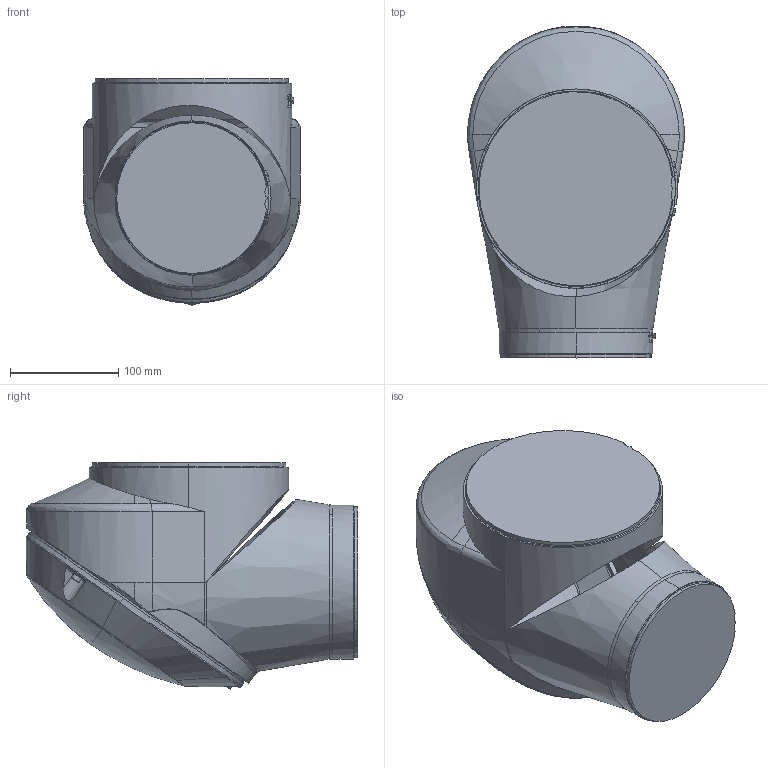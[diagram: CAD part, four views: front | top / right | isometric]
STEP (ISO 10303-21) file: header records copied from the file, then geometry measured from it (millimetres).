
FILE_DESCRIPTION (( 'STEP AP203' ), '1' );
FILE_NAME ('Codo_Predeterminado_sldprt.STEP', '2017-12-03T21:13:31', ( '' ), ( '' ), 'SwSTEP 2.0', 'SolidWorks 2017', '' );
FILE_SCHEMA (( 'CONFIG_CONTROL_DESIGN' ));
Length unit declared in the file: millimetre
Products named in the file (1): Codo_Predeterminado_sldprt
Bounding box: 200 x 306.23 x 208.78 mm (x, y, z)
Volume: 7491777.6 mm3; surface area: 217378.3 mm2
Topology: 1 solids, 1 shells, 288 faces, 742 edges, 470 vertices
Faces by surface type: plane 126, bspline 79, cylinder 59, torus 13, cone 11
Entity records: 19183 total; most frequent: CARTESIAN_POINT 12885, ORIENTED_EDGE 1474, DIRECTION 1014, EDGE_CURVE 737, VERTEX_POINT 470, AXIS2_PLACEMENT_3D 377, EDGE_LOOP 307, B_SPLINE_CURVE_WITH_KNOTS 302
